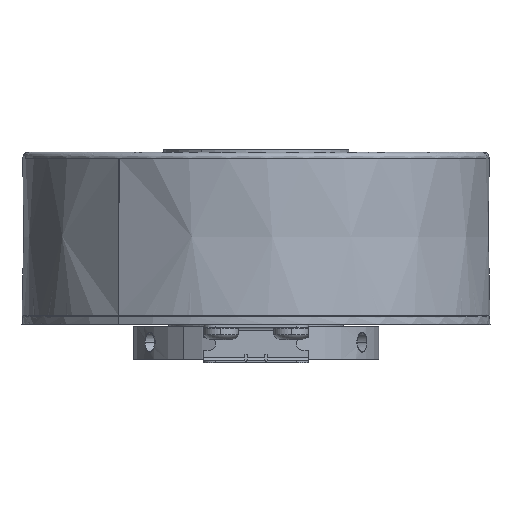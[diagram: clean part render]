
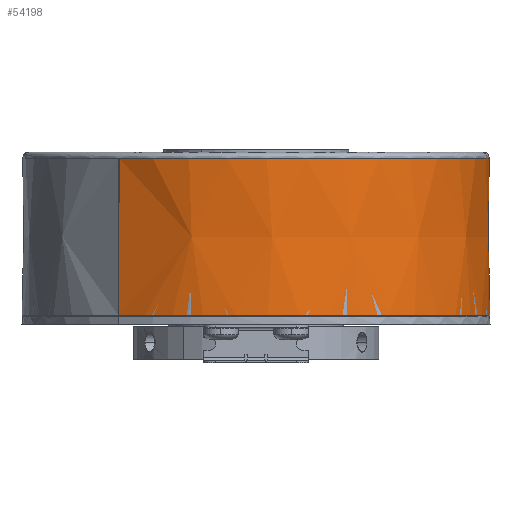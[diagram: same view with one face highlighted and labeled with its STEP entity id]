
A CAD part, front view. The second image highlights one B-rep face of the part: STEP entity #54198.
In plain terms, the highlighted conical face has half-angle 0.286 degrees and reference radius 40.03 mm.
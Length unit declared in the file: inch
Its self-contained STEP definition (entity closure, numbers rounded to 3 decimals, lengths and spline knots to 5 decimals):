
#250 = DIRECTION ( 'NONE',  ( 0.003, 0.004, -1. ) ) ;
#542 = CARTESIAN_POINT ( 'NONE',  ( 1.87344, -0.25554, 0.06302 ) ) ;
#604 = ORIENTED_EDGE ( 'NONE', *, *, #24302, .F. ) ;
#1576 = VERTEX_POINT ( 'NONE', #47553 ) ;
#6149 = VECTOR ( 'NONE', #250, 39.37008 ) ;
#6219 = CARTESIAN_POINT ( 'NONE',  ( -0.38296, -1.69149, 0.06302 ) ) ;
#6838 = CARTESIAN_POINT ( 'NONE',  ( 1.87344, -0.25554, 0.06302 ) ) ;
#7146 = VECTOR ( 'NONE', #8484, 39.37008 ) ;
#8484 = DIRECTION ( 'NONE',  ( -0.003, -0.004, -1. ) ) ;
#9275 = ORIENTED_EDGE ( 'NONE', *, *, #42438, .F. ) ;
#10031 = CARTESIAN_POINT ( 'NONE',  ( 1.14489, -1.59923, 0.06302 ) ) ;
#10696 = CARTESIAN_POINT ( 'NONE',  ( -0.62575, -1.53333, 1.12225 ) ) ;
#11367 = DIRECTION ( 'NONE',  ( 0., 0., -1. ) ) ;
#11539 = AXIS2_PLACEMENT_3D ( 'NONE', #43953, #11367, #49210 ) ;
#11780 = CARTESIAN_POINT ( 'NONE',  ( 0.03132, -1.82269, 0.06302 ) ) ;
#13303 = ORIENTED_EDGE ( 'NONE', *, *, #40242, .F. ) ;
#14676 = CARTESIAN_POINT ( 'NONE',  ( 0.88732, -1.7312, 0.06302 ) ) ;
#15824 = CARTESIAN_POINT ( 'NONE',  ( 1.77722, -0.82386, 0.06302 ) ) ;
#16073 = CARTESIAN_POINT ( 'NONE',  ( 1.4146, 0.85583, 0.06302 ) ) ;
#16244 = AXIS2_PLACEMENT_3D ( 'NONE', #46320, #32364, #27107 ) ;
#16438 = CARTESIAN_POINT ( 'NONE',  ( 1.56879, -1.20517, 0.06302 ) ) ;
#16744 = CARTESIAN_POINT ( 'NONE',  ( 0.46566, -1.83626, 0.06302 ) ) ;
#19343 = CARTESIAN_POINT ( 'NONE',  ( -0.62887, -1.53761, 0.06302 ) ) ;
#21408 = CARTESIAN_POINT ( 'NONE',  ( 1.85469, -0.54502, 0.06302 ) ) ;
#22391 = EDGE_CURVE ( 'NONE', #40545, #24226, #60264, .T. ) ;
#24197 = CARTESIAN_POINT ( 'NONE',  ( -0.62887, -1.53761, 0.06302 ) ) ;
#24226 = VERTEX_POINT ( 'NONE', #19343 ) ;
#24302 = EDGE_CURVE ( 'NONE', #44682, #24226, #60047, .T. ) ;
#25025 = FACE_OUTER_BOUND ( 'NONE', #39981, .T. ) ;
#25191 = ORIENTED_EDGE ( 'NONE', *, *, #35943, .T. ) ;
#25425 = CIRCLE ( 'NONE', #31345, 1.57069 ) ;
#25708 = CARTESIAN_POINT ( 'NONE',  ( 1.57482, 0.66867, 0.06302 ) ) ;
#26066 = CARTESIAN_POINT ( 'NONE',  ( 1.87409, -0.40024, 0.06302 ) ) ;
#27107 = DIRECTION ( 'NONE',  ( -0.588, -0.809, 0. ) ) ;
#28179 = LINE ( 'NONE', #32819, #6149 ) ;
#29234 = CARTESIAN_POINT ( 'NONE',  ( 0.29747, -0.26261, 1.12225 ) ) ;
#30036 = CARTESIAN_POINT ( 'NONE',  ( 1.32347, 0.93997, 0.06302 ) ) ;
#30650 = CARTESIAN_POINT ( 'NONE',  ( 1.85782, -0.00924, 0.06302 ) ) ;
#30702 = CARTESIAN_POINT ( 'NONE',  ( -0.11139, -1.7915, 0.06302 ) ) ;
#30769 = EDGE_CURVE ( 'NONE', #1576, #40545, #43040, .T. ) ;
#30950 = CARTESIAN_POINT ( 'NONE',  ( 1.6439, 0.56565, 0.06302 ) ) ;
#31345 = AXIS2_PLACEMENT_3D ( 'NONE', #29234, #56860, #48150 ) ;
#32364 = DIRECTION ( 'NONE',  ( 0., 0., -1. ) ) ;
#32819 = CARTESIAN_POINT ( 'NONE',  ( 1.22381, 1.01238, 0.06302 ) ) ;
#33485 = B_SPLINE_CURVE_WITH_KNOTS ( 'NONE', 3,
 ( #54534, #30036, #16073, #25708, #30950, #57965, #58884, #30650, #34395, #34704 ),
 .UNSPECIFIED., .F., .F.,
 ( 4, 2, 2, 2, 4 ),
 ( 0.0584, 0.0996, 0.14081, 0.18201, 0.22321 ),
 .UNSPECIFIED. ) ;
#33686 = CARTESIAN_POINT ( 'NONE',  ( 1.2207, 1.0081, 1.12225 ) ) ;
#34345 = CONICAL_SURFACE ( 'NONE', #11539, 1.57598, 0.005 ) ;
#34395 = CARTESIAN_POINT ( 'NONE',  ( 1.87289, -0.13235, 0.06302 ) ) ;
#34704 = CARTESIAN_POINT ( 'NONE',  ( 1.87344, -0.25554, 0.06302 ) ) ;
#35664 = CARTESIAN_POINT ( 'NONE',  ( -0.5118, -1.62267, 0.06302 ) ) ;
#35943 = EDGE_CURVE ( 'NONE', #60701, #1576, #25425, .T. ) ;
#39716 = CARTESIAN_POINT ( 'NONE',  ( 1.47648, -1.31837, 0.06302 ) ) ;
#39981 = EDGE_LOOP ( 'NONE', ( #13303, #25191, #47703, #52227, #604, #9275 ) ) ;
#40242 = EDGE_CURVE ( 'NONE', #60701, #42712, #28179, .T. ) ;
#40338 = CARTESIAN_POINT ( 'NONE',  ( 0.74941, -1.77933, 0.06302 ) ) ;
#40545 = VERTEX_POINT ( 'NONE', #10696 ) ;
#42438 = EDGE_CURVE ( 'NONE', #42712, #44682, #33485, .T. ) ;
#42712 = VERTEX_POINT ( 'NONE', #56532 ) ;
#43040 = CIRCLE ( 'NONE', #16244, 1.57069 ) ;
#43953 = CARTESIAN_POINT ( 'NONE',  ( 0.29747, -0.26261, 0.06302 ) ) ;
#44682 = VERTEX_POINT ( 'NONE', #542 ) ;
#46320 = CARTESIAN_POINT ( 'NONE',  ( 0.29747, -0.26261, 1.12225 ) ) ;
#47553 = CARTESIAN_POINT ( 'NONE',  ( 1.86813, -0.27263, 1.12225 ) ) ;
#47703 = ORIENTED_EDGE ( 'NONE', *, *, #30769, .T. ) ;
#48150 = DIRECTION ( 'NONE',  ( -0.588, -0.809, 0. ) ) ;
#48703 = CARTESIAN_POINT ( 'NONE',  ( 1.26451, -1.51541, 0.06302 ) ) ;
#49210 = DIRECTION ( 'NONE',  ( -0.588, -0.809, 0. ) ) ;
#52227 = ORIENTED_EDGE ( 'NONE', *, *, #22391, .T. ) ;
#54198 = ADVANCED_FACE ( 'NONE', ( #25025 ), #34345, .T. ) ;
#54286 = CARTESIAN_POINT ( 'NONE',  ( 0.31985, -1.84507, 0.06302 ) ) ;
#54534 = CARTESIAN_POINT ( 'NONE',  ( 1.22381, 1.01238, 0.06302 ) ) ;
#54586 = CARTESIAN_POINT ( 'NONE',  ( -0.62887, -1.53761, 0.06302 ) ) ;
#56532 = CARTESIAN_POINT ( 'NONE',  ( 1.22381, 1.01238, 0.06302 ) ) ;
#56860 = DIRECTION ( 'NONE',  ( 0., 0., -1. ) ) ;
#57965 = CARTESIAN_POINT ( 'NONE',  ( 1.75625, 0.34638, 0.06302 ) ) ;
#58884 = CARTESIAN_POINT ( 'NONE',  ( 1.7995, 0.23014, 0.06302 ) ) ;
#58937 = CARTESIAN_POINT ( 'NONE',  ( 1.71918, -0.9579, 0.06302 ) ) ;
#60047 = B_SPLINE_CURVE_WITH_KNOTS ( 'NONE', 3,
 ( #6838, #26066, #21408, #15824, #58937, #16438, #39716, #48703, #10031, #14676, #40338, #16744, #54286, #11780, #30702, #6219, #35664, #54586 ),
 .UNSPECIFIED., .F., .F.,
 ( 4, 2, 2, 2, 2, 2, 2, 2, 4 ),
 ( 0.22321, 0.27161, 0.32001, 0.36841, 0.41681, 0.4652, 0.5136, 0.562, 0.6104 ),
 .UNSPECIFIED. ) ;
#60264 = LINE ( 'NONE', #24197, #7146 ) ;
#60701 = VERTEX_POINT ( 'NONE', #33686 ) ;
